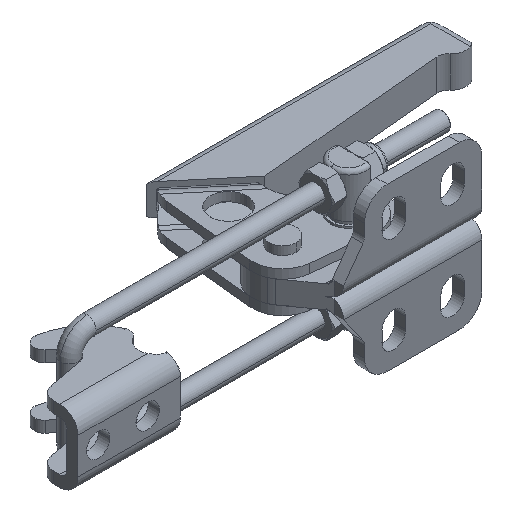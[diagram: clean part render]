
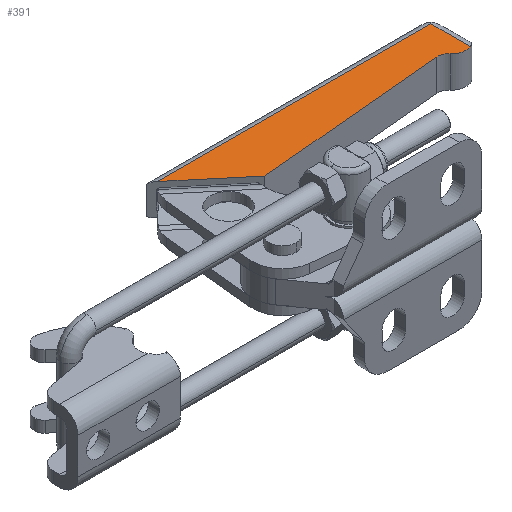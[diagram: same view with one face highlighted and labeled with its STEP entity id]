
A CAD part, isometric view. The second image highlights one B-rep face of the part: STEP entity #391.
In plain terms, the highlighted planar face has unit normal (0, 0, 1).
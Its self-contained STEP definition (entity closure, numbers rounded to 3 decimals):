
#391 = ADVANCED_FACE( '', ( #868 ), #869, .T. );
#868 = FACE_OUTER_BOUND( '', #1565, .T. );
#869 = PLANE( '', #1566 );
#1565 = EDGE_LOOP( '', ( #3060, #3061, #3062, #3063, #3064, #3065 ) );
#1566 = AXIS2_PLACEMENT_3D( '', #3066, #3067, #3068 );
#3060 = ORIENTED_EDGE( '', *, *, #5008, .F. );
#3061 = ORIENTED_EDGE( '', *, *, #5009, .F. );
#3062 = ORIENTED_EDGE( '', *, *, #5010, .F. );
#3063 = ORIENTED_EDGE( '', *, *, #5011, .F. );
#3064 = ORIENTED_EDGE( '', *, *, #5012, .F. );
#3065 = ORIENTED_EDGE( '', *, *, #5013, .T. );
#3066 = CARTESIAN_POINT( '', ( 7.46, 29.616, 21.483 ) );
#3067 = DIRECTION( '', ( 0., 0., 1. ) );
#3068 = DIRECTION( '', ( 1., 0., 0. ) );
#5008 = EDGE_CURVE( '', #6087, #6079, #6089, .T. );
#5009 = EDGE_CURVE( '', #6090, #6087, #6091, .T. );
#5010 = EDGE_CURVE( '', #6092, #6090, #6093, .T. );
#5011 = EDGE_CURVE( '', #6094, #6092, #6095, .T. );
#5012 = EDGE_CURVE( '', #6096, #6094, #6097, .T. );
#5013 = EDGE_CURVE( '', #6096, #6079, #6098, .T. );
#6079 = VERTEX_POINT( '', #7777 );
#6087 = VERTEX_POINT( '', #7812 );
#6089 = LINE( '', #7814, #7815 );
#6090 = VERTEX_POINT( '', #7816 );
#6091 = LINE( '', #7817, #7818 );
#6092 = VERTEX_POINT( '', #7819 );
#6093 = LINE( '', #7820, #7821 );
#6094 = VERTEX_POINT( '', #7822 );
#6095 = CIRCLE( '', #7823, 2.5 );
#6096 = VERTEX_POINT( '', #7824 );
#6097 = CIRCLE( '', #7825, 3.2 );
#6098 = LINE( '', #7826, #7827 );
#7777 = CARTESIAN_POINT( '', ( 55.133, 40.434, 21.483 ) );
#7812 = CARTESIAN_POINT( '', ( -5.432, 40.434, 21.483 ) );
#7814 = CARTESIAN_POINT( '', ( 24.149, 40.434, 21.483 ) );
#7815 = VECTOR( '', #10550, 1. );
#7816 = CARTESIAN_POINT( '', ( 7.46, 29.616, 21.483 ) );
#7817 = CARTESIAN_POINT( '', ( -6.835, 41.611, 21.483 ) );
#7818 = VECTOR( '', #10551, 1. );
#7819 = CARTESIAN_POINT( '', ( 49.387, 33.424, 21.483 ) );
#7820 = CARTESIAN_POINT( '', ( 7.46, 29.616, 21.483 ) );
#7821 = VECTOR( '', #10552, 1. );
#7822 = CARTESIAN_POINT( '', ( 51.508, 32.565, 21.483 ) );
#7823 = AXIS2_PLACEMENT_3D( '', #10553, #10554, #10555 );
#7824 = CARTESIAN_POINT( '', ( 55.133, 31.687, 21.483 ) );
#7825 = AXIS2_PLACEMENT_3D( '', #10556, #10557, #10558 );
#7826 = CARTESIAN_POINT( '', ( 55.133, 36.025, 21.483 ) );
#7827 = VECTOR( '', #10559, 1. );
#10550 = DIRECTION( '', ( 1., 0., 0. ) );
#10551 = DIRECTION( '', ( -0.766, 0.643, 0. ) );
#10552 = DIRECTION( '', ( -0.996, -0.09, 0. ) );
#10553 = CARTESIAN_POINT( '', ( 49.614, 30.934, 21.483 ) );
#10554 = DIRECTION( '', ( 0., 0., 1. ) );
#10555 = DIRECTION( '', ( -0.09, 0.996, 0. ) );
#10556 = CARTESIAN_POINT( '', ( 53.933, 34.653, 21.483 ) );
#10557 = DIRECTION( '', ( 0., 0., -1. ) );
#10558 = DIRECTION( '', ( -0.758, -0.652, 0. ) );
#10559 = DIRECTION( '', ( 0., 1., 0. ) );
